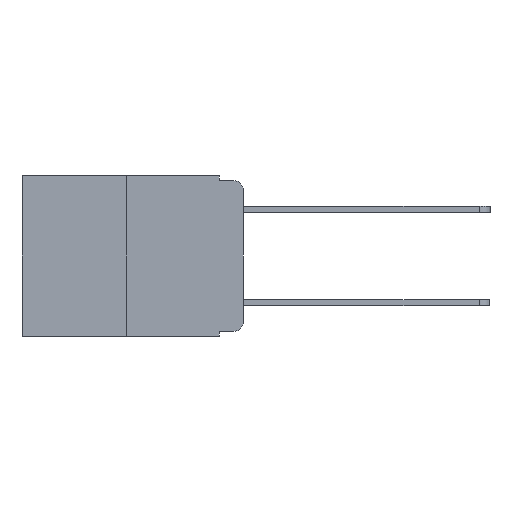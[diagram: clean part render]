
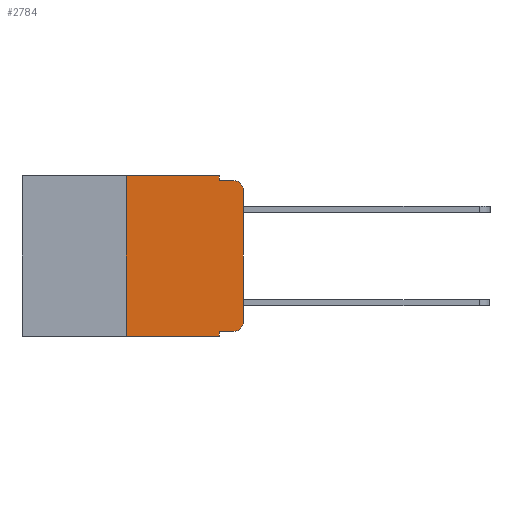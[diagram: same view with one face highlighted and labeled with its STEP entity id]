
A CAD part, left-side view. The second image highlights one B-rep face of the part: STEP entity #2784.
In plain terms, the highlighted planar face has unit normal (-1, 0, 0).
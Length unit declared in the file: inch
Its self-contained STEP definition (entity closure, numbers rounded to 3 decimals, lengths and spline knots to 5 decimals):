
#226 = CARTESIAN_POINT ( 'NONE',  ( 0., 0., -0.313 ) ) ;
#364 = FACE_OUTER_BOUND ( 'NONE', #3135, .T. ) ;
#653 = CARTESIAN_POINT ( 'NONE',  ( 0., 0.051, 0. ) ) ;
#931 = CARTESIAN_POINT ( 'NONE',  ( 0., 0.02, -0.313 ) ) ;
#933 = CIRCLE ( 'NONE', #5722, 0.02 ) ;
#1043 = LINE ( 'NONE', #6436, #10145 ) ;
#1089 = EDGE_CURVE ( 'NONE', #9729, #2106, #5695, .T. ) ;
#1290 = EDGE_CURVE ( 'NONE', #2106, #5536, #933, .T. ) ;
#1340 = ORIENTED_EDGE ( 'NONE', *, *, #1478, .T. ) ;
#1411 = VERTEX_POINT ( 'NONE', #2555 ) ;
#1419 = DIRECTION ( 'NONE',  ( 0., 0., -1. ) ) ;
#1478 = EDGE_CURVE ( 'NONE', #9022, #3620, #8220, .T. ) ;
#1579 = CARTESIAN_POINT ( 'NONE',  ( 0., 0., 0. ) ) ;
#1613 = EDGE_CURVE ( 'NONE', #5536, #9022, #6179, .T. ) ;
#1843 = AXIS2_PLACEMENT_3D ( 'NONE', #9974, #5947, #5957 ) ;
#1951 = EDGE_CURVE ( 'NONE', #10984, #3620, #1043, .T. ) ;
#2106 = VERTEX_POINT ( 'NONE', #7305 ) ;
#2380 = DIRECTION ( 'NONE',  ( 0., 0., 1. ) ) ;
#2494 = DIRECTION ( 'NONE',  ( -1., 0., 0. ) ) ;
#2538 = EDGE_CURVE ( 'NONE', #8425, #10984, #2665, .T. ) ;
#2555 = CARTESIAN_POINT ( 'NONE',  ( 0., 0.25, 0. ) ) ;
#2665 = LINE ( 'NONE', #3213, #10699 ) ;
#2784 = ADVANCED_FACE ( 'NONE', ( #364 ), #5636, .F. ) ;
#2807 = LINE ( 'NONE', #4011, #8781 ) ;
#2976 = EDGE_CURVE ( 'NONE', #1411, #8425, #2807, .T. ) ;
#3135 = EDGE_LOOP ( 'NONE', ( #4540, #1340, #7242, #7095, #5346, #10384, #9655, #5898, #9287, #8206 ) ) ;
#3213 = CARTESIAN_POINT ( 'NONE',  ( 0., 0.051, 0. ) ) ;
#3414 = DIRECTION ( 'NONE',  ( 1., 0., 0. ) ) ;
#3620 = VERTEX_POINT ( 'NONE', #5279 ) ;
#3692 = CARTESIAN_POINT ( 'NONE',  ( 0., 0.051, 0. ) ) ;
#4011 = CARTESIAN_POINT ( 'NONE',  ( 0., 0.473, 0. ) ) ;
#4124 = DIRECTION ( 'NONE',  ( 0., 0., -1. ) ) ;
#4391 = EDGE_CURVE ( 'NONE', #9729, #5854, #10200, .T. ) ;
#4437 = DIRECTION ( 'NONE',  ( 0., -1., 0. ) ) ;
#4502 = AXIS2_PLACEMENT_3D ( 'NONE', #7251, #3414, #4124 ) ;
#4540 = ORIENTED_EDGE ( 'NONE', *, *, #1613, .T. ) ;
#4594 = DIRECTION ( 'NONE',  ( 0., 0., 1. ) ) ;
#4653 = CARTESIAN_POINT ( 'NONE',  ( 0., 0.051, -0.333 ) ) ;
#5279 = CARTESIAN_POINT ( 'NONE',  ( 0., 0.02, -0.01 ) ) ;
#5346 = ORIENTED_EDGE ( 'NONE', *, *, #2976, .F. ) ;
#5413 = VECTOR ( 'NONE', #4437, 39.37008 ) ;
#5517 = EDGE_CURVE ( 'NONE', #7747, #5854, #6464, .T. ) ;
#5536 = VERTEX_POINT ( 'NONE', #226 ) ;
#5636 = PLANE ( 'NONE',  #4502 ) ;
#5656 = DIRECTION ( 'NONE',  ( 0., -1., 0. ) ) ;
#5695 = LINE ( 'NONE', #4653, #5413 ) ;
#5722 = AXIS2_PLACEMENT_3D ( 'NONE', #931, #2494, #1419 ) ;
#5854 = VERTEX_POINT ( 'NONE', #9365 ) ;
#5898 = ORIENTED_EDGE ( 'NONE', *, *, #4391, .F. ) ;
#5947 = DIRECTION ( 'NONE',  ( -1., 0., 0. ) ) ;
#5957 = DIRECTION ( 'NONE',  ( 0., 0., -1. ) ) ;
#6179 = LINE ( 'NONE', #1579, #6449 ) ;
#6370 = CARTESIAN_POINT ( 'NONE',  ( 0., 0., -0.03 ) ) ;
#6436 = CARTESIAN_POINT ( 'NONE',  ( 0., 0.051, -0.01 ) ) ;
#6449 = VECTOR ( 'NONE', #2380, 39.37008 ) ;
#6464 = LINE ( 'NONE', #9006, #10412 ) ;
#7095 = ORIENTED_EDGE ( 'NONE', *, *, #2538, .F. ) ;
#7148 = CARTESIAN_POINT ( 'NONE',  ( 0., 0.25, 0. ) ) ;
#7242 = ORIENTED_EDGE ( 'NONE', *, *, #1951, .F. ) ;
#7251 = CARTESIAN_POINT ( 'NONE',  ( 0., 0.473, 0. ) ) ;
#7305 = CARTESIAN_POINT ( 'NONE',  ( 0., 0.02, -0.333 ) ) ;
#7361 = EDGE_CURVE ( 'NONE', #7747, #1411, #11105, .T. ) ;
#7747 = VERTEX_POINT ( 'NONE', #9721 ) ;
#8146 = VECTOR ( 'NONE', #9473, 39.37008 ) ;
#8206 = ORIENTED_EDGE ( 'NONE', *, *, #1290, .T. ) ;
#8220 = CIRCLE ( 'NONE', #1843, 0.02 ) ;
#8285 = DIRECTION ( 'NONE',  ( 0., 0., -1. ) ) ;
#8380 = CARTESIAN_POINT ( 'NONE',  ( 0., 0.051, -0.333 ) ) ;
#8425 = VERTEX_POINT ( 'NONE', #653 ) ;
#8781 = VECTOR ( 'NONE', #9755, 39.37008 ) ;
#9006 = CARTESIAN_POINT ( 'NONE',  ( 0., 0.473, -0.343 ) ) ;
#9022 = VERTEX_POINT ( 'NONE', #6370 ) ;
#9085 = CARTESIAN_POINT ( 'NONE',  ( 0., 0.051, -0.01 ) ) ;
#9088 = VECTOR ( 'NONE', #4594, 39.37008 ) ;
#9287 = ORIENTED_EDGE ( 'NONE', *, *, #1089, .T. ) ;
#9365 = CARTESIAN_POINT ( 'NONE',  ( 0., 0.051, -0.343 ) ) ;
#9473 = DIRECTION ( 'NONE',  ( 0., 0., -1. ) ) ;
#9655 = ORIENTED_EDGE ( 'NONE', *, *, #5517, .T. ) ;
#9721 = CARTESIAN_POINT ( 'NONE',  ( 0., 0.25, -0.343 ) ) ;
#9729 = VERTEX_POINT ( 'NONE', #8380 ) ;
#9755 = DIRECTION ( 'NONE',  ( 0., -1., 0. ) ) ;
#9974 = CARTESIAN_POINT ( 'NONE',  ( 0., 0.02, -0.03 ) ) ;
#10145 = VECTOR ( 'NONE', #5656, 39.37008 ) ;
#10200 = LINE ( 'NONE', #3692, #8146 ) ;
#10384 = ORIENTED_EDGE ( 'NONE', *, *, #7361, .F. ) ;
#10412 = VECTOR ( 'NONE', #10556, 39.37008 ) ;
#10556 = DIRECTION ( 'NONE',  ( 0., -1., 0. ) ) ;
#10699 = VECTOR ( 'NONE', #8285, 39.37008 ) ;
#10984 = VERTEX_POINT ( 'NONE', #9085 ) ;
#11105 = LINE ( 'NONE', #7148, #9088 ) ;
